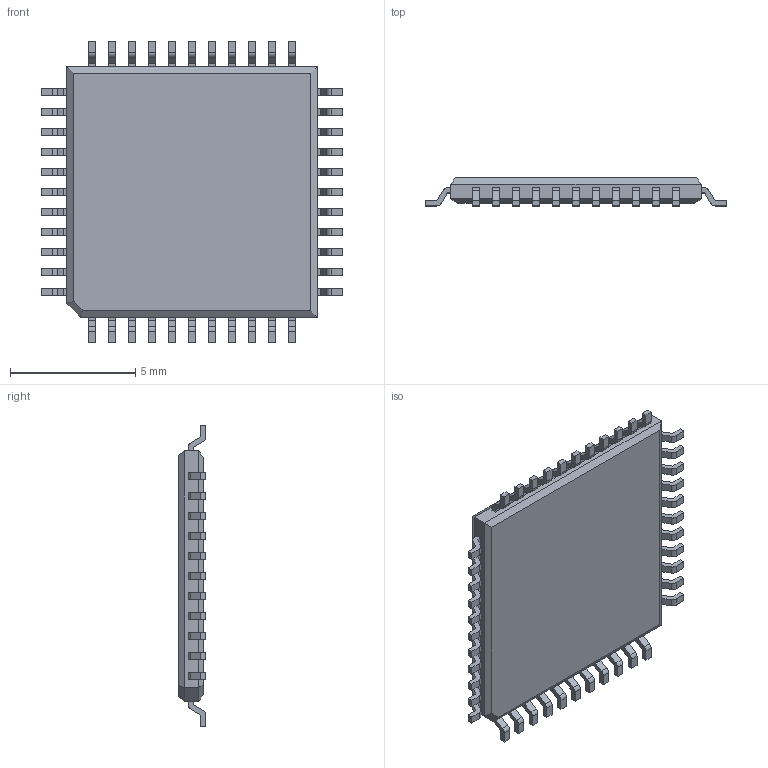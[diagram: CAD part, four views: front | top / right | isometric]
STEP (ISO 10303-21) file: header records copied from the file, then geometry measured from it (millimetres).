
FILE_DESCRIPTION (( 'STEP AP214' ), '1' );
FILE_NAME ('tqfp-44.STEP', '2015-03-26T09:08:06', ( '' ), ( '' ), 'SwSTEP 2.0', 'SolidWorks 2014', '' );
FILE_SCHEMA (( 'AUTOMOTIVE_DESIGN' ));
Length unit declared in the file: millimetre
Products named in the file (1): tqfp-44
Bounding box: 12 x 1.11 x 12 mm (x, y, z)
Volume: 101.5 mm3; surface area: 285.7 mm2
Topology: 1 solids, 1 shells, 505 faces, 1365 edges, 906 vertices
Faces by surface type: plane 414, cylinder 91
Entity records: 15899 total; most frequent: CARTESIAN_POINT 2776, ORIENTED_EDGE 2728, DIRECTION 2556, EDGE_CURVE 1364, LINE 1184, VECTOR 1184, VERTEX_POINT 906, AXIS2_PLACEMENT_3D 686
